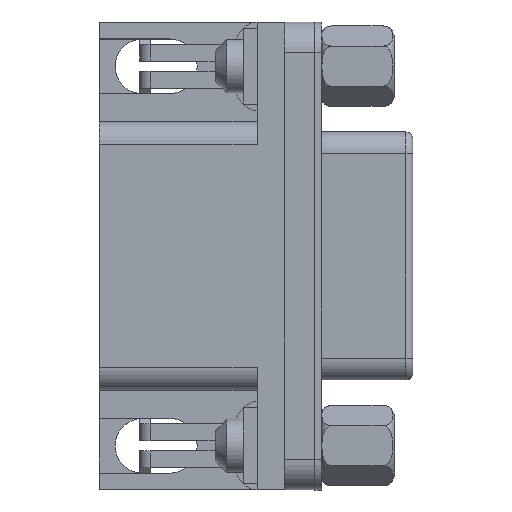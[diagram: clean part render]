
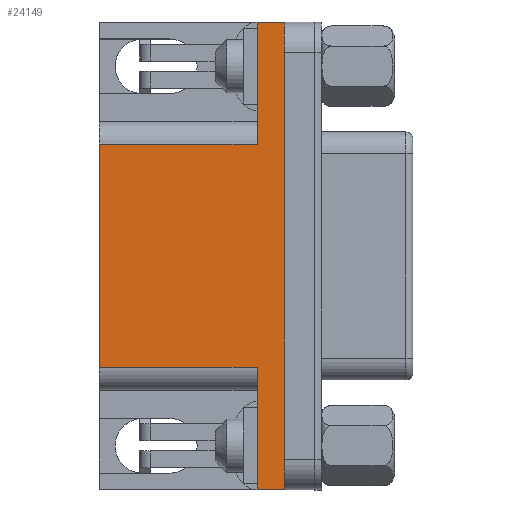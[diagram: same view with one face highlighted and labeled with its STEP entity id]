
A CAD part, top view. The second image highlights one B-rep face of the part: STEP entity #24149.
In plain terms, the highlighted planar face has unit normal (0, 0, 1).
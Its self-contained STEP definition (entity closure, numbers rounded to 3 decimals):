
#2436=LINE('',#58385,#4876);
#2473=LINE('',#58478,#4913);
#2512=LINE('',#58569,#4952);
#2515=LINE('',#58575,#4955);
#2520=LINE('',#58583,#4960);
#2521=LINE('',#58589,#4961);
#2522=LINE('',#58590,#4962);
#2523=LINE('',#58592,#4963);
#4876=VECTOR('',#31362,1000.);
#4913=VECTOR('',#31439,1000.);
#4952=VECTOR('',#31514,1000.);
#4955=VECTOR('',#31521,1000.);
#4960=VECTOR('',#31528,1000.);
#4961=VECTOR('',#31539,1000.);
#4962=VECTOR('',#31540,1000.);
#4963=VECTOR('',#31541,1000.);
#6290=PLANE('',#25859);
#13119=ORIENTED_EDGE('',*,*,#16918,.T.);
#13120=ORIENTED_EDGE('',*,*,#16816,.T.);
#13121=ORIENTED_EDGE('',*,*,#16919,.T.);
#13122=ORIENTED_EDGE('',*,*,#16920,.F.);
#13123=ORIENTED_EDGE('',*,*,#16908,.F.);
#13124=ORIENTED_EDGE('',*,*,#16916,.T.);
#13125=ORIENTED_EDGE('',*,*,#16911,.F.);
#13126=ORIENTED_EDGE('',*,*,#16862,.T.);
#16816=EDGE_CURVE('',#21056,#21058,#2436,.T.);
#16862=EDGE_CURVE('',#21091,#21094,#2473,.T.);
#16908=EDGE_CURVE('',#21128,#21127,#2512,.T.);
#16911=EDGE_CURVE('',#21091,#21129,#2515,.T.);
#16916=EDGE_CURVE('',#21128,#21129,#2520,.T.);
#16918=EDGE_CURVE('',#21094,#21056,#2521,.T.);
#16919=EDGE_CURVE('',#21058,#21132,#2522,.T.);
#16920=EDGE_CURVE('',#21127,#21132,#2523,.T.);
#18748=EDGE_LOOP('',(#13119,#13120,#13121,#13122,#13123,#13124,#13125,#13126));
#21056=VERTEX_POINT('',#58380);
#21058=VERTEX_POINT('',#58384);
#21091=VERTEX_POINT('',#58472);
#21094=VERTEX_POINT('',#58477);
#21127=VERTEX_POINT('',#58565);
#21128=VERTEX_POINT('',#58568);
#21129=VERTEX_POINT('',#58574);
#21132=VERTEX_POINT('',#58591);
#22394=FACE_BOUND('',#18748,.T.);
#24149=ADVANCED_FACE('',(#22394),#6290,.T.);
#25859=AXIS2_PLACEMENT_3D('',#58588,#31537,#31538);
#31362=DIRECTION('',(0.,-1.,0.));
#31439=DIRECTION('',(0.,1.,0.));
#31514=DIRECTION('',(-1.,0.,0.));
#31521=DIRECTION('',(1.,0.,0.));
#31528=DIRECTION('',(0.,1.,0.));
#31537=DIRECTION('',(0.,0.,1.));
#31538=DIRECTION('',(1.,0.,0.));
#31539=DIRECTION('',(-1.,0.,0.));
#31540=DIRECTION('',(-1.,0.,0.));
#31541=DIRECTION('',(0.,1.,0.));
#58380=CARTESIAN_POINT('',(-7.35,7.1,4.225));
#58384=CARTESIAN_POINT('',(-7.35,-3.3,4.225));
#58385=CARTESIAN_POINT('',(-7.35,-3.3,4.225));
#58472=CARTESIAN_POINT('',(7.35,-3.3,4.225));
#58477=CARTESIAN_POINT('',(7.35,7.1,4.225));
#58478=CARTESIAN_POINT('',(7.35,7.1,4.225));
#58565=CARTESIAN_POINT('',(-15.405,-5.1,4.225));
#58568=CARTESIAN_POINT('',(15.405,-5.1,4.225));
#58569=CARTESIAN_POINT('',(15.405,-5.1,4.225));
#58574=CARTESIAN_POINT('',(15.405,-3.3,4.225));
#58575=CARTESIAN_POINT('',(8.85,-3.3,4.225));
#58583=CARTESIAN_POINT('',(15.405,-5.1,4.225));
#58588=CARTESIAN_POINT('',(15.405,-5.1,4.225));
#58589=CARTESIAN_POINT('',(15.405,7.1,4.225));
#58590=CARTESIAN_POINT('',(-8.85,-3.3,4.225));
#58591=CARTESIAN_POINT('',(-15.405,-3.3,4.225));
#58592=CARTESIAN_POINT('',(-15.405,-5.1,4.225));
